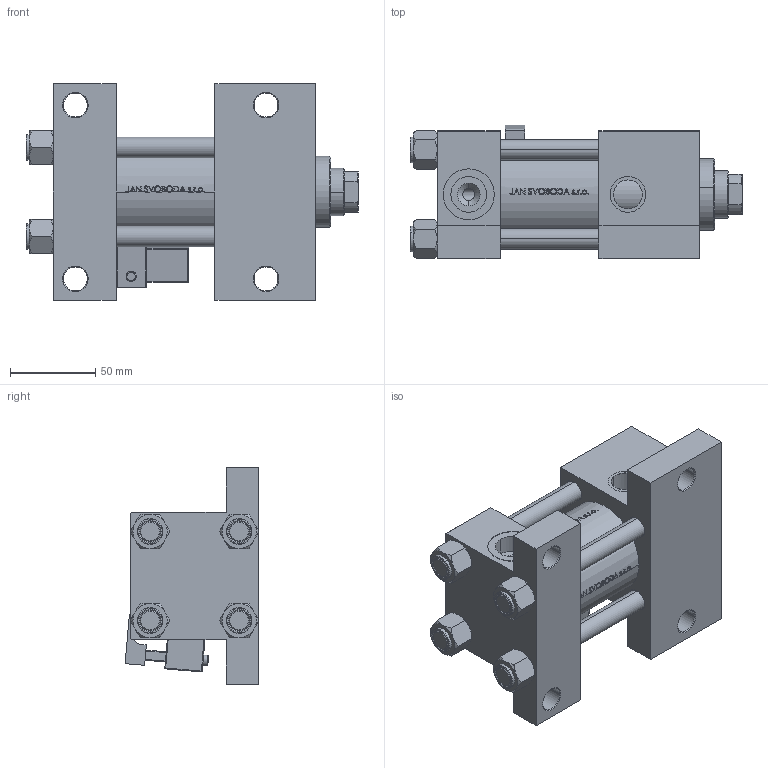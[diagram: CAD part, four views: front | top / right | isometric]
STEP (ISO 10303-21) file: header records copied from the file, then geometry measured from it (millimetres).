
FILE_DESCRIPTION (( 'STEP AP203' ), '1' );
FILE_NAME ('74f0.STEP', '2022-11-29T09:13:20', ( '' ), ( '' ), 'SwSTEP 2.0', 'SolidWorks 2019', '' );
FILE_SCHEMA (( 'CONFIG_CONTROL_DESIGN' ));
Length unit declared in the file: millimetre
Products named in the file (7): V215CD_NUT_M5_G ae978e5f3ea414e09ce0097953203468; V215CD_G_TYCINKA ae978e5f3ea414e09ce0097953203468; 74f0; V215CD_VC_G ae978e5f3ea414e09ce0097953203468; V215CR_MSU ae978e5f3ea414e09ce0097953203468; V215CD_G_Body ae978e5f3ea414e09ce0097953203468; V215CD_VCP_G ae978e5f3ea414e09ce0097953203468
Assembly tree (12 placements, depth 2):
  74f0
    V215CD_G_Body ae978e5f3ea414e09ce0097953203468
    V215CD_VC_G ae978e5f3ea414e09ce0097953203468
    V215CD_VCP_G ae978e5f3ea414e09ce0097953203468
    V215CD_G_TYCINKA ae978e5f3ea414e09ce0097953203468  x4
    V215CD_NUT_M5_G ae978e5f3ea414e09ce0097953203468  x4
    V215CR_MSU ae978e5f3ea414e09ce0097953203468
Bounding box: 195 x 78.61 x 127 mm (x, y, z)
Volume: 784157.1 mm3; surface area: 169553.2 mm2
Topology: 12 solids, 12 shells, 1164 faces, 2925 edges, 1859 vertices
Faces by surface type: plane 459, bspline 380, cylinder 155, cone 144, torus 14, sphere 12
Entity records: 49572 total; most frequent: CARTESIAN_POINT 26206, ORIENTED_EDGE 5318, DIRECTION 3423, EDGE_CURVE 2659, VERTEX_POINT 1715, LINE 1391, VECTOR 1391, EDGE_LOOP 1150
